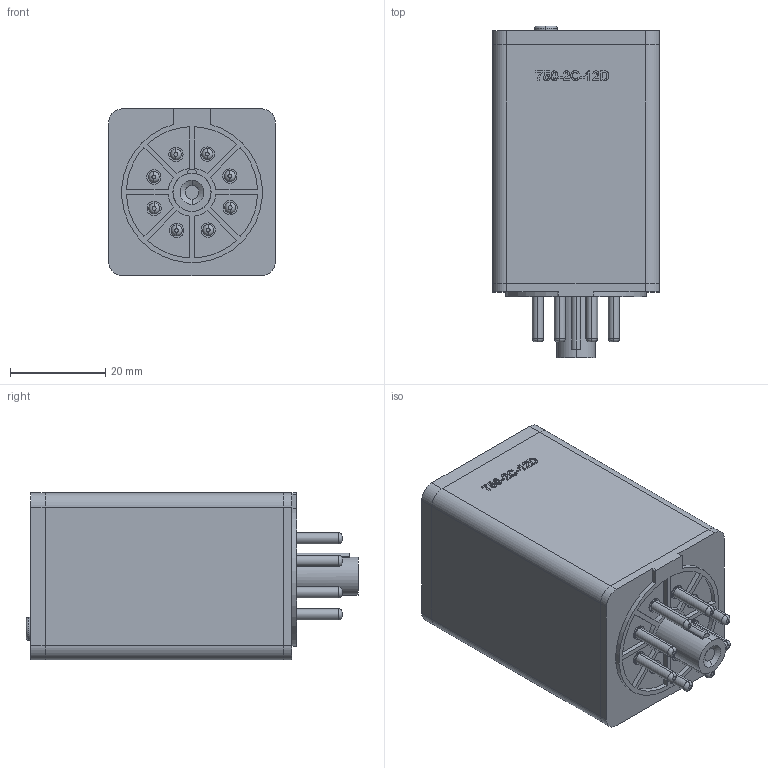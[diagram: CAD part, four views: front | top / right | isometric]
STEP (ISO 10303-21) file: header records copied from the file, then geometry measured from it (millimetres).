
FILE_DESCRIPTION (( 'STEP AP214' ), '1' );
FILE_NAME ('750-2C-12D.STEP', '2013-11-08T12:56:05', ( '' ), ( '' ), 'SwSTEP 2.0', 'SolidWorks 2013', '' );
FILE_SCHEMA (( 'AUTOMOTIVE_DESIGN' ));
Length unit declared in the file: millimetre
Products named in the file (1): 750-2C-12D
Bounding box: 35 x 69.6 x 35.12 mm (x, y, z)
Volume: 67512.2 mm3; surface area: 16450.1 mm2
Topology: 5 solids, 5 shells, 349 faces, 853 edges, 561 vertices
Faces by surface type: plane 180, cylinder 86, bspline 63, torus 18, cone 2
Entity records: 16980 total; most frequent: CARTESIAN_POINT 5323, ORIENTED_EDGE 1706, DIRECTION 1515, EDGE_CURVE 853, VERTEX_POINT 561, VECTOR 513, LINE 513, AXIS2_PLACEMENT_3D 501
